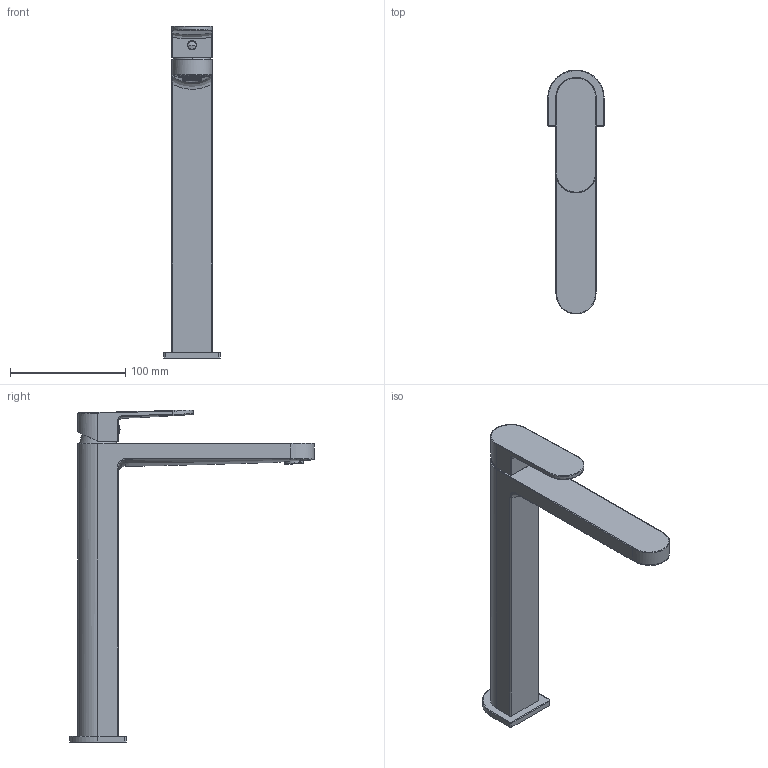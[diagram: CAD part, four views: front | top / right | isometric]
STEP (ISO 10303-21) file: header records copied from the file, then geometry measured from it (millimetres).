
FILE_DESCRIPTION(/* description */ (''),/* implementation_level */ '2;1');
FILE_NAME(/* name */ 'STEP - 164032204_2265211',/* time_stamp */ '2024-05-15T15:37:02+10:00',/* author */ (''),/* organization */ (''),/* preprocessor_version */ 'ST-DEVELOPER v16.5',/* originating_system */ 'Rhino 7.23',/* authorisation */ '');
FILE_SCHEMA (('AUTOMOTIVE_DESIGN'));
Length unit declared in the file: millimetre
Products named in the file (15): Document; 164032200RECE_ASM; 20203041072613; 20501179160112; 20201640022620; 2080009106019; 2050553907268; 2080023306016; 2050226401057; 20310229990111; 20401183990110; 2060934801023; 2050117816015; 2060634202264; 201336402426
Assembly tree (16 placements, depth 3):
  Document
    164032200RECE_ASM
      20203041072613
      20501179160112
      20201640022620
      2080009106019
      2050553907268
      2080023306016  x2
      2050226401057
      20310229990111
      20401183990110
      2060934801023
      2050117816015  x2
      2060634202264
      201336402426
Bounding box: 49 x 211.95 x 287.85 mm (x, y, z)
Volume: 164990.4 mm3; surface area: 129134 mm2
Topology: 16 solids, 16 shells, 2133 faces, 5865 edges, 3766 vertices
Faces by surface type: plane 1469, cylinder 348, bspline 316
Entity records: 76782 total; most frequent: CARTESIAN_POINT 38184, ORIENTED_EDGE 11552, EDGE_CURVE 5776, B_SPLINE_CURVE_WITH_KNOTS 4735, VERTEX_POINT 3719, EDGE_LOOP 2425, ADVANCED_FACE 2102, FACE_OUTER_BOUND 2102
